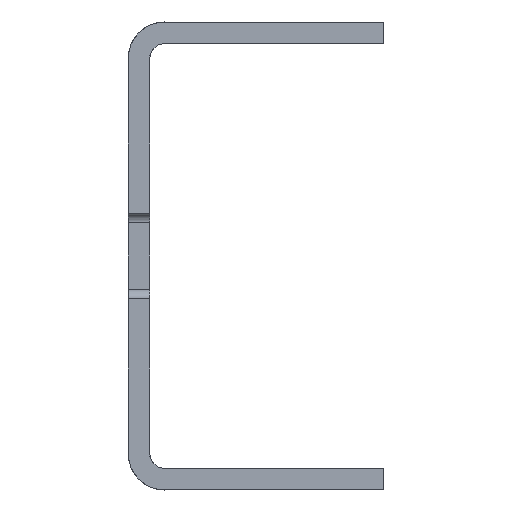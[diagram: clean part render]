
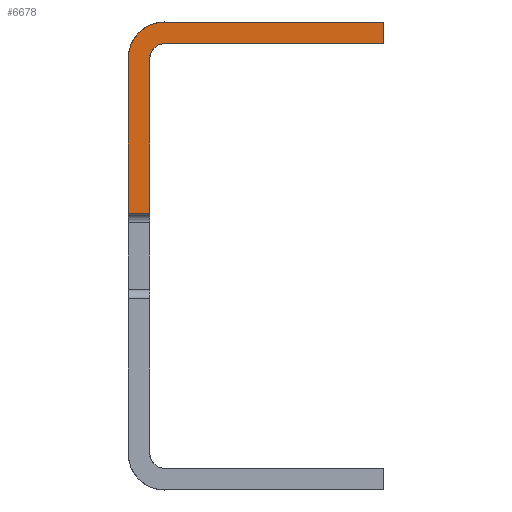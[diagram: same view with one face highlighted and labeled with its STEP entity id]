
A CAD part, left-side view. The second image highlights one B-rep face of the part: STEP entity #6678.
In plain terms, the highlighted planar face has unit normal (-1, 0, 0).
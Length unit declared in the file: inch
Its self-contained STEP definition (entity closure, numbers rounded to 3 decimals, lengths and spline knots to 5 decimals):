
#269=FACE_OUTER_BOUND('',#593,.T.);
#593=EDGE_LOOP('',(#4219,#4220,#4221,#4222,#4223,#4224,#4225,#4226));
#985=CIRCLE('',#7023,0.032);
#986=CIRCLE('',#7024,0.078);
#1297=LINE('',#9574,#1959);
#1298=LINE('',#9576,#1960);
#1299=LINE('',#9580,#1961);
#1300=LINE('',#9582,#1962);
#1301=LINE('',#9584,#1963);
#1302=LINE('',#9587,#1964);
#1959=VECTOR('',#7654,0.3937);
#1960=VECTOR('',#7655,0.3937);
#1961=VECTOR('',#7658,0.3937);
#1962=VECTOR('',#7659,0.3937);
#1963=VECTOR('',#7660,0.3937);
#1964=VECTOR('',#7663,0.3937);
#2621=VERTEX_POINT('',#9572);
#2622=VERTEX_POINT('',#9573);
#2623=VERTEX_POINT('',#9575);
#2624=VERTEX_POINT('',#9577);
#2625=VERTEX_POINT('',#9579);
#2626=VERTEX_POINT('',#9581);
#2627=VERTEX_POINT('',#9583);
#2628=VERTEX_POINT('',#9585);
#3257=EDGE_CURVE('',#2621,#2622,#1297,.T.);
#3258=EDGE_CURVE('',#2622,#2623,#1298,.T.);
#3259=EDGE_CURVE('',#2623,#2624,#985,.T.);
#3260=EDGE_CURVE('',#2624,#2625,#1299,.T.);
#3261=EDGE_CURVE('',#2625,#2626,#1300,.T.);
#3262=EDGE_CURVE('',#2626,#2627,#1301,.T.);
#3263=EDGE_CURVE('',#2627,#2628,#986,.T.);
#3264=EDGE_CURVE('',#2628,#2621,#1302,.T.);
#4219=ORIENTED_EDGE('',*,*,#3257,.T.);
#4220=ORIENTED_EDGE('',*,*,#3258,.T.);
#4221=ORIENTED_EDGE('',*,*,#3259,.T.);
#4222=ORIENTED_EDGE('',*,*,#3260,.T.);
#4223=ORIENTED_EDGE('',*,*,#3261,.T.);
#4224=ORIENTED_EDGE('',*,*,#3262,.T.);
#4225=ORIENTED_EDGE('',*,*,#3263,.T.);
#4226=ORIENTED_EDGE('',*,*,#3264,.T.);
#6143=PLANE('',#7022);
#6678=ADVANCED_FACE('',(#269),#6143,.T.);
#7022=AXIS2_PLACEMENT_3D('',#9571,#7652,#7653);
#7023=AXIS2_PLACEMENT_3D('',#9578,#7656,#7657);
#7024=AXIS2_PLACEMENT_3D('',#9586,#7661,#7662);
#7652=DIRECTION('center_axis',(-1.,0.,0.));
#7653=DIRECTION('ref_axis',(0.,0.,-1.));
#7654=DIRECTION('',(0.,-1.,0.));
#7655=DIRECTION('',(0.,0.,1.));
#7656=DIRECTION('center_axis',(1.,0.,0.));
#7657=DIRECTION('ref_axis',(0.,0.,-1.));
#7658=DIRECTION('',(0.,-1.,0.));
#7659=DIRECTION('',(0.,0.,1.));
#7660=DIRECTION('',(0.,1.,0.));
#7661=DIRECTION('center_axis',(-1.,0.,0.));
#7662=DIRECTION('ref_axis',(0.,0.,-1.));
#7663=DIRECTION('',(0.,0.,-1.));
#9571=CARTESIAN_POINT('Origin',(8.01482,0.046,1.25764));
#9572=CARTESIAN_POINT('',(8.01482,0.046,0.20519));
#9573=CARTESIAN_POINT('',(8.01482,0.,0.20519));
#9574=CARTESIAN_POINT('',(8.01482,-0.004,0.20519));
#9575=CARTESIAN_POINT('',(8.01482,0.,0.53619));
#9576=CARTESIAN_POINT('',(8.01482,0.,0.43592));
#9577=CARTESIAN_POINT('',(8.01482,-0.032,0.56819));
#9578=CARTESIAN_POINT('Origin',(8.01482,-0.032,0.53619));
#9579=CARTESIAN_POINT('',(8.01482,-0.5,0.56819));
#9580=CARTESIAN_POINT('',(8.01482,0.023,0.56819));
#9581=CARTESIAN_POINT('',(8.01482,-0.5,0.61419));
#9582=CARTESIAN_POINT('',(8.01482,-0.5,0.93592));
#9583=CARTESIAN_POINT('',(8.01482,-0.032,0.61419));
#9584=CARTESIAN_POINT('',(8.01482,0.023,0.61419));
#9585=CARTESIAN_POINT('',(8.01482,0.046,0.53619));
#9586=CARTESIAN_POINT('Origin',(8.01482,-0.032,0.53619));
#9587=CARTESIAN_POINT('',(8.01482,0.046,0.43592));
